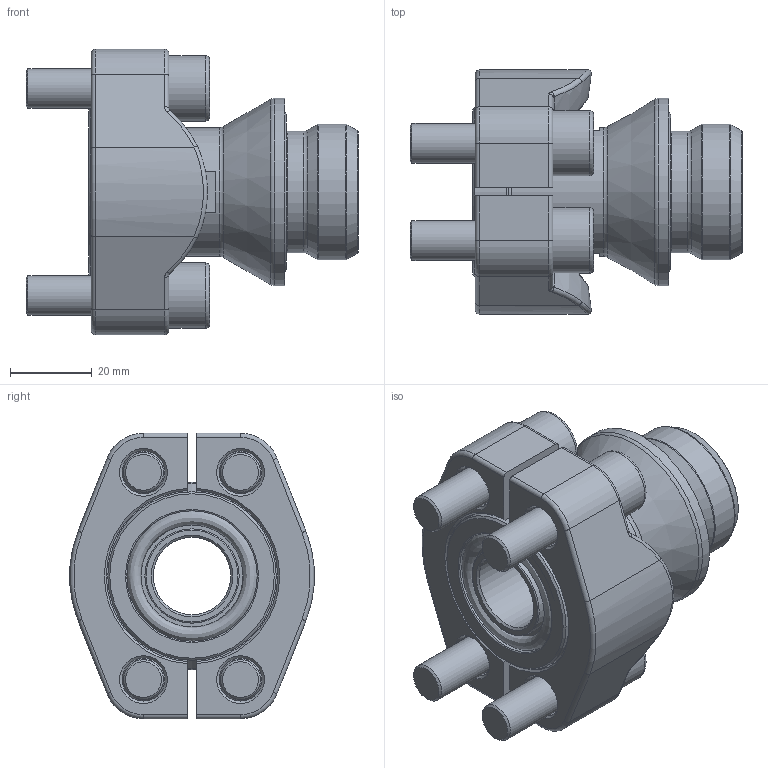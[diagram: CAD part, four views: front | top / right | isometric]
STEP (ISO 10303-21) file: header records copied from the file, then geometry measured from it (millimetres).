
FILE_DESCRIPTION(/* description */ (''),/* implementation_level */ '2;1');
FILE_NAME(/* name */ 'SGA19-6-25.stp',/* time_stamp */ '2025-01-29T10:15:27+01:00',/* author */ (''),/* organization */ (''),/* preprocessor_version */ 'ST-DEVELOPER v16',/* originating_system */ 'SIEMENS PLM Software NX 10.0',/* authorisation */ '');
FILE_SCHEMA (('CONFIG_CONTROL_DESIGN'));
Length unit declared in the file: millimetre
Products named in the file (7): X-AFH19-6_einzel; X-O34; X-O25; X-M10x35I; X-SGA61925; X-AFH19-6; SGA019-625
Assembly tree (10 placements, depth 3):
  SGA019-625
    X-SGA61925
    X-AFH19-6
      X-AFH19-6_einzel  x2
    X-M10x35I  x4
    X-O25
    X-O34
Bounding box: 81.4 x 59.91 x 70 mm (x, y, z)
Volume: 105558 mm3; surface area: 41538.9 mm2
Topology: 10 solids, 10 shells, 259 faces, 549 edges, 316 vertices
Faces by surface type: plane 92, cone 57, cylinder 48, torus 45, bspline 12, revolution 3, sphere 2
Full cylindrical faces by diameter (mm): 9.732 x4, 10.5 x4, 16 x4, 19 x1, 23.1 x1, 29.8 x1, 31.6 x1, 32 x1, 33.25 x1, 33.755 x1, 40.045 x1, 41.3 x1, 45.955 x1
Entity records: 4141 total; most frequent: CARTESIAN_POINT 839, DIRECTION 559, ORIENTED_EDGE 408, AXIS2_PLACEMENT_3D 248, EDGE_CURVE 204, EDGE_LOOP 177, VERTEX_POINT 145, ADVANCED_FACE 123
